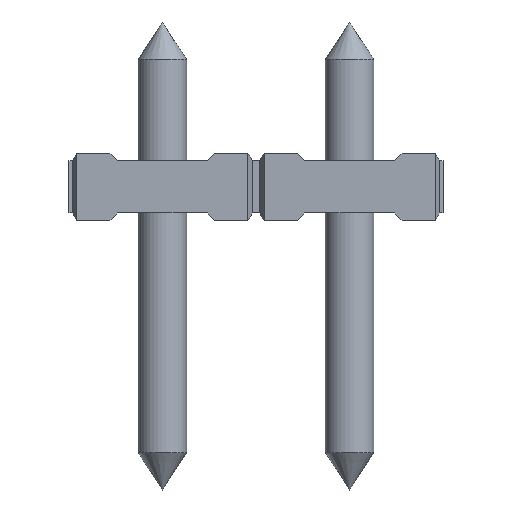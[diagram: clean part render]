
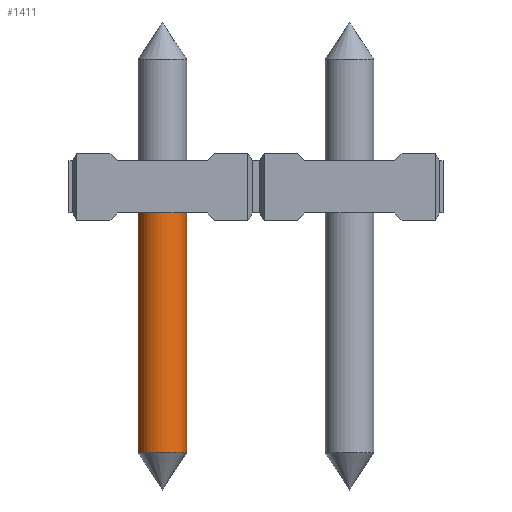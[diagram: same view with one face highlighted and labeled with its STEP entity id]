
A CAD part, left-side view. The second image highlights one B-rep face of the part: STEP entity #1411.
In plain terms, the highlighted cylindrical face has radius 0.65 mm (diameter 1.3 mm), a partial arc.
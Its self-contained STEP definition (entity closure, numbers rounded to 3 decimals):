
#405=CARTESIAN_POINT('',(1.4,-2.5,0.2));
#406=DIRECTION('',(0.,0.,1.));
#407=DIRECTION('',(0.,1.,0.));
#408=AXIS2_PLACEMENT_3D('',#405,#406,#407);
#419=CARTESIAN_POINT('',(1.4,-2.5,-6.2));
#420=DIRECTION('',(0.,0.,1.));
#421=DIRECTION('',(0.,1.,0.));
#422=AXIS2_PLACEMENT_3D('',#419,#420,#421);
#424=DIRECTION('',(0.,0.,1.));
#425=VECTOR('',#424,6.4);
#426=CARTESIAN_POINT('',(1.4,-1.85,-6.2));
#427=LINE('',#426,#425);
#433=DIRECTION('',(0.,0.,1.));
#434=VECTOR('',#433,6.4);
#435=CARTESIAN_POINT('',(1.4,-3.15,-6.2));
#436=LINE('',#435,#434);
#706=CARTESIAN_POINT('',(1.4,-1.85,-6.2));
#708=VERTEX_POINT('',#706);
#713=CARTESIAN_POINT('',(1.4,-3.15,-6.2));
#714=VERTEX_POINT('',#713);
#717=CARTESIAN_POINT('',(1.4,-1.85,0.2));
#718=CARTESIAN_POINT('',(1.4,-3.15,0.2));
#719=VERTEX_POINT('',#717);
#720=VERTEX_POINT('',#718);
#1397=CARTESIAN_POINT('',(1.4,-2.5,-7.825));
#1398=DIRECTION('',(0.,0.,1.));
#1399=DIRECTION('',(0.,1.,0.));
#1400=AXIS2_PLACEMENT_3D('',#1397,#1398,#1399);
#1401=CYLINDRICAL_SURFACE('',#1400,0.65);
#1402=ORIENTED_EDGE('',*,*,#1378,.T.);
#1404=ORIENTED_EDGE('',*,*,#1403,.F.);
#1406=ORIENTED_EDGE('',*,*,#1405,.F.);
#1408=ORIENTED_EDGE('',*,*,#1407,.T.);
#1409=EDGE_LOOP('',(#1402,#1404,#1406,#1408));
#1410=FACE_OUTER_BOUND('',#1409,.F.);
#1411=ADVANCED_FACE('',(#1410),#1401,.T.);
#409=CIRCLE('',#408,0.65);
#423=CIRCLE('',#422,0.65);
#1378=EDGE_CURVE('',#719,#720,#409,.T.);
#1403=EDGE_CURVE('',#714,#720,#436,.T.);
#1405=EDGE_CURVE('',#708,#714,#423,.T.);
#1407=EDGE_CURVE('',#708,#719,#427,.T.);
